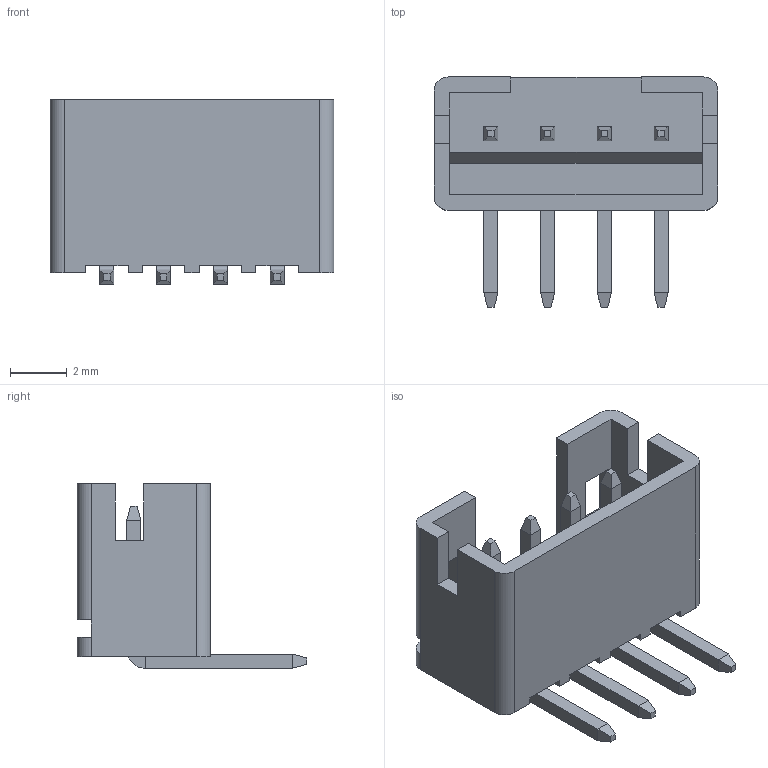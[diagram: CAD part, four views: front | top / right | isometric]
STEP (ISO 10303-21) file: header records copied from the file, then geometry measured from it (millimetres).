
FILE_DESCRIPTION (( 'STEP AP203' ), '1' );
FILE_NAME ('140-504-415-100.STEP', '2020-09-25T10:59:16', ( '' ), ( '' ), 'SwSTEP 2.0', 'SolidWorks 2020', '' );
FILE_SCHEMA (( 'CONFIG_CONTROL_DESIGN' ));
Length unit declared in the file: millimetre
Products named in the file (3): RA LI Contact_Str; 140-504-415-100; RA LI Housing_504
Assembly tree (5 placements, depth 2):
  140-504-415-100
    RA LI Housing_504
    RA LI Contact_Str  x4
Bounding box: 10 x 8.1 x 6.5 mm (x, y, z)
Volume: 121.9 mm3; surface area: 460.9 mm2
Topology: 5 solids, 5 shells, 160 faces, 388 edges, 236 vertices
Faces by surface type: plane 146, cylinder 14
Entity records: 3321 total; most frequent: CARTESIAN_POINT 522, ORIENTED_EDGE 512, DIRECTION 476, EDGE_CURVE 256, LINE 240, VECTOR 240, VERTEX_POINT 164, AXIS2_PLACEMENT_3D 118
